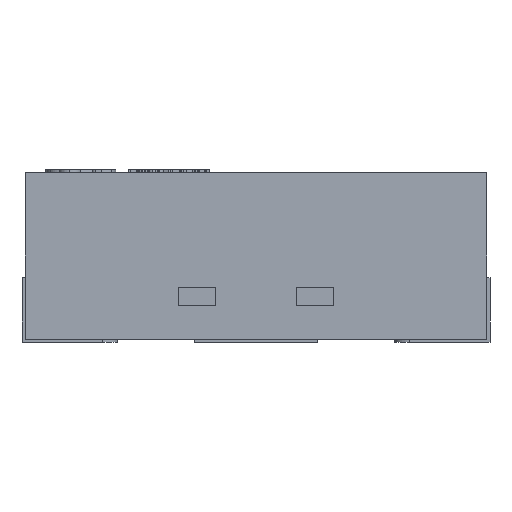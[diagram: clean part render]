
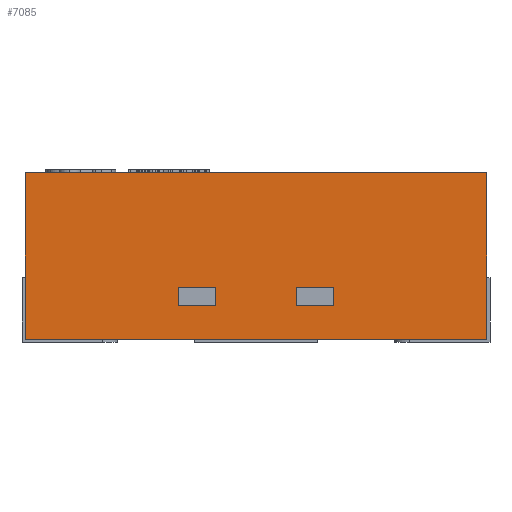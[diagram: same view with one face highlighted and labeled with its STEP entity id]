
A CAD part, front view. The second image highlights one B-rep face of the part: STEP entity #7085.
In plain terms, the highlighted planar face has unit normal (0, -1, 0).
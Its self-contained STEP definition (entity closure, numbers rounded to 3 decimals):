
#33 = VECTOR ( 'NONE', #11365, 1000. ) ;
#75 = CARTESIAN_POINT ( 'NONE',  ( -0.75, -0.75, 0.54 ) ) ;
#144 = CARTESIAN_POINT ( 'NONE',  ( -0.252, -0.75, 0.169 ) ) ;
#394 = DIRECTION ( 'NONE',  ( 1., 0., 0. ) ) ;
#1078 = VERTEX_POINT ( 'NONE', #75 ) ;
#1343 = DIRECTION ( 'NONE',  ( 0., 0., -1. ) ) ;
#1385 = ORIENTED_EDGE ( 'NONE', *, *, #6821, .F. ) ;
#1387 = ORIENTED_EDGE ( 'NONE', *, *, #11965, .T. ) ;
#1442 = VECTOR ( 'NONE', #10563, 1000. ) ;
#1489 = CARTESIAN_POINT ( 'NONE',  ( -0.75, -0.75, 0.54 ) ) ;
#1753 = CARTESIAN_POINT ( 'NONE',  ( -0.131, -0.75, 0.169 ) ) ;
#1886 = VECTOR ( 'NONE', #11332, 1000. ) ;
#1891 = CARTESIAN_POINT ( 'NONE',  ( -0.131, -0.75, 0.109 ) ) ;
#2038 = EDGE_CURVE ( 'NONE', #8276, #7117, #9117, .T. ) ;
#2069 = CARTESIAN_POINT ( 'NONE',  ( -0.75, -0.75, 0.54 ) ) ;
#2132 = VECTOR ( 'NONE', #3031, 1000. ) ;
#2195 = EDGE_CURVE ( 'NONE', #6389, #9493, #10659, .T. ) ;
#2454 = CARTESIAN_POINT ( 'NONE',  ( -0.252, -0.75, 0.109 ) ) ;
#2549 = FACE_OUTER_BOUND ( 'NONE', #12129, .T. ) ;
#3031 = DIRECTION ( 'NONE',  ( -1., 0., 0. ) ) ;
#3573 = ORIENTED_EDGE ( 'NONE', *, *, #4269, .T. ) ;
#3637 = ORIENTED_EDGE ( 'NONE', *, *, #6754, .F. ) ;
#3687 = CARTESIAN_POINT ( 'NONE',  ( 0.75, -0.75, 0. ) ) ;
#4269 = EDGE_CURVE ( 'NONE', #7117, #8526, #5839, .T. ) ;
#4344 = CARTESIAN_POINT ( 'NONE',  ( 0.131, -0.75, 0.109 ) ) ;
#4385 = VERTEX_POINT ( 'NONE', #11639 ) ;
#4463 = VECTOR ( 'NONE', #6612, 1000. ) ;
#4567 = LINE ( 'NONE', #2454, #14011 ) ;
#4663 = CARTESIAN_POINT ( 'NONE',  ( -0.75, -0.75, 0. ) ) ;
#4690 = CARTESIAN_POINT ( 'NONE',  ( 0.75, -0.75, 0.54 ) ) ;
#4890 = FACE_BOUND ( 'NONE', #10972, .T. ) ;
#5027 = VERTEX_POINT ( 'NONE', #14326 ) ;
#5058 = DIRECTION ( 'NONE',  ( 1., 0., 0. ) ) ;
#5839 = LINE ( 'NONE', #12523, #8295 ) ;
#5935 = EDGE_CURVE ( 'NONE', #1078, #8980, #12171, .T. ) ;
#5952 = VERTEX_POINT ( 'NONE', #10932 ) ;
#6052 = LINE ( 'NONE', #10316, #8792 ) ;
#6067 = ORIENTED_EDGE ( 'NONE', *, *, #5935, .T. ) ;
#6132 = ORIENTED_EDGE ( 'NONE', *, *, #2195, .T. ) ;
#6337 = AXIS2_PLACEMENT_3D ( 'NONE', #6402, #7551, #9562 ) ;
#6389 = VERTEX_POINT ( 'NONE', #4344 ) ;
#6402 = CARTESIAN_POINT ( 'NONE',  ( -0.75, -0.75, 0.54 ) ) ;
#6456 = LINE ( 'NONE', #14269, #4463 ) ;
#6478 = EDGE_LOOP ( 'NONE', ( #9581, #1387, #13593, #3573 ) ) ;
#6525 = LINE ( 'NONE', #7737, #2132 ) ;
#6612 = DIRECTION ( 'NONE',  ( 0., 0., 1. ) ) ;
#6662 = EDGE_CURVE ( 'NONE', #4385, #9426, #8650, .T. ) ;
#6754 = EDGE_CURVE ( 'NONE', #5952, #8694, #10392, .T. ) ;
#6821 = EDGE_CURVE ( 'NONE', #1078, #5952, #11431, .T. ) ;
#6902 = DIRECTION ( 'NONE',  ( -1., 0., 0. ) ) ;
#7085 = ADVANCED_FACE ( 'NONE', ( #12503, #4890, #2549 ), #8134, .F. ) ;
#7117 = VERTEX_POINT ( 'NONE', #1753 ) ;
#7267 = DIRECTION ( 'NONE',  ( 0., 0., 1. ) ) ;
#7316 = CARTESIAN_POINT ( 'NONE',  ( 0.131, -0.75, 0.169 ) ) ;
#7551 = DIRECTION ( 'NONE',  ( 0., 1., 0. ) ) ;
#7737 = CARTESIAN_POINT ( 'NONE',  ( 0.252, -0.75, 0.109 ) ) ;
#8051 = DIRECTION ( 'NONE',  ( 1., 0., 0. ) ) ;
#8134 = PLANE ( 'NONE',  #6337 ) ;
#8276 = VERTEX_POINT ( 'NONE', #144 ) ;
#8295 = VECTOR ( 'NONE', #1343, 1000. ) ;
#8526 = VERTEX_POINT ( 'NONE', #1891 ) ;
#8643 = EDGE_CURVE ( 'NONE', #8526, #5027, #4567, .T. ) ;
#8650 = LINE ( 'NONE', #13113, #1442 ) ;
#8694 = VERTEX_POINT ( 'NONE', #3687 ) ;
#8792 = VECTOR ( 'NONE', #394, 1000. ) ;
#8827 = ORIENTED_EDGE ( 'NONE', *, *, #11884, .T. ) ;
#8980 = VERTEX_POINT ( 'NONE', #13024 ) ;
#9058 = ORIENTED_EDGE ( 'NONE', *, *, #6662, .T. ) ;
#9117 = LINE ( 'NONE', #13567, #11946 ) ;
#9407 = CARTESIAN_POINT ( 'NONE',  ( 0.131, -0.75, 0.169 ) ) ;
#9426 = VERTEX_POINT ( 'NONE', #10987 ) ;
#9493 = VERTEX_POINT ( 'NONE', #7316 ) ;
#9562 = DIRECTION ( 'NONE',  ( 0., 0., 1. ) ) ;
#9581 = ORIENTED_EDGE ( 'NONE', *, *, #8643, .T. ) ;
#10137 = LINE ( 'NONE', #4663, #1886 ) ;
#10316 = CARTESIAN_POINT ( 'NONE',  ( 0.252, -0.75, 0.169 ) ) ;
#10392 = LINE ( 'NONE', #4690, #33 ) ;
#10563 = DIRECTION ( 'NONE',  ( 0., 0., -1. ) ) ;
#10659 = LINE ( 'NONE', #9407, #10768 ) ;
#10768 = VECTOR ( 'NONE', #7267, 1000. ) ;
#10932 = CARTESIAN_POINT ( 'NONE',  ( 0.75, -0.75, 0.54 ) ) ;
#10972 = EDGE_LOOP ( 'NONE', ( #11469, #6132, #12596, #9058 ) ) ;
#10987 = CARTESIAN_POINT ( 'NONE',  ( 0.252, -0.75, 0.109 ) ) ;
#11332 = DIRECTION ( 'NONE',  ( 1., 0., 0. ) ) ;
#11365 = DIRECTION ( 'NONE',  ( 0., 0., -1. ) ) ;
#11431 = LINE ( 'NONE', #1489, #14161 ) ;
#11469 = ORIENTED_EDGE ( 'NONE', *, *, #12248, .T. ) ;
#11639 = CARTESIAN_POINT ( 'NONE',  ( 0.252, -0.75, 0.169 ) ) ;
#11884 = EDGE_CURVE ( 'NONE', #8980, #8694, #10137, .T. ) ;
#11946 = VECTOR ( 'NONE', #8051, 1000. ) ;
#11965 = EDGE_CURVE ( 'NONE', #5027, #8276, #6456, .T. ) ;
#12129 = EDGE_LOOP ( 'NONE', ( #8827, #3637, #1385, #6067 ) ) ;
#12171 = LINE ( 'NONE', #2069, #12817 ) ;
#12248 = EDGE_CURVE ( 'NONE', #9426, #6389, #6525, .T. ) ;
#12309 = DIRECTION ( 'NONE',  ( 0., 0., -1. ) ) ;
#12503 = FACE_BOUND ( 'NONE', #6478, .T. ) ;
#12523 = CARTESIAN_POINT ( 'NONE',  ( -0.131, -0.75, 0.169 ) ) ;
#12596 = ORIENTED_EDGE ( 'NONE', *, *, #13613, .T. ) ;
#12817 = VECTOR ( 'NONE', #12309, 1000. ) ;
#13024 = CARTESIAN_POINT ( 'NONE',  ( -0.75, -0.75, 0. ) ) ;
#13113 = CARTESIAN_POINT ( 'NONE',  ( 0.252, -0.75, 0.169 ) ) ;
#13567 = CARTESIAN_POINT ( 'NONE',  ( -0.252, -0.75, 0.169 ) ) ;
#13593 = ORIENTED_EDGE ( 'NONE', *, *, #2038, .T. ) ;
#13613 = EDGE_CURVE ( 'NONE', #9493, #4385, #6052, .T. ) ;
#14011 = VECTOR ( 'NONE', #6902, 1000. ) ;
#14161 = VECTOR ( 'NONE', #5058, 1000. ) ;
#14269 = CARTESIAN_POINT ( 'NONE',  ( -0.252, -0.75, 0.169 ) ) ;
#14326 = CARTESIAN_POINT ( 'NONE',  ( -0.252, -0.75, 0.109 ) ) ;
